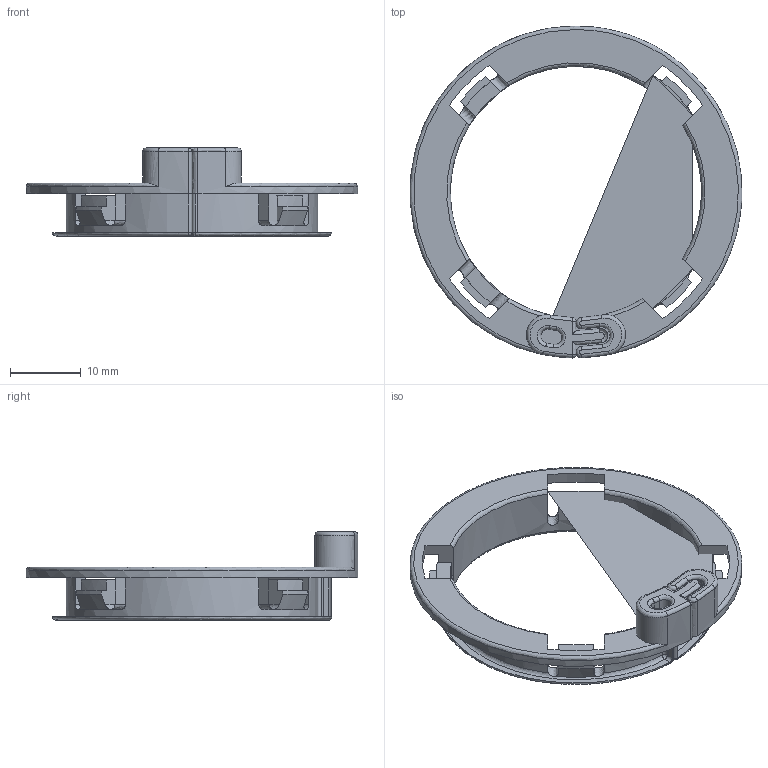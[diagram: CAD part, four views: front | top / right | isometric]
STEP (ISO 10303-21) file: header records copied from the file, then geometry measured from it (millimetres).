
FILE_DESCRIPTION((''),'2;1');
FILE_NAME('','2008-01-21T11:26:11',(''),(''),'','CADfix','');
FILE_SCHEMA(('AUTOMOTIVE_DESIGN { 1 0 10303 214 1 1 1 1 }'));
Length unit declared in the file: millimetre
Bounding box: 46.93 x 46.99 x 12.5 mm (x, y, z)
Surface area: 3052 mm2 (no closed solid volume)
Topology: 0 solids, 1 shells, 116 faces, 370 edges, 240 vertices
Faces by surface type: bspline 116
Entity records: 6284 total; most frequent: CARTESIAN_POINT 4202, ORIENTED_EDGE 722, EDGE_CURVE 361, VERTEX_POINT 239, B_SPLINE_CURVE_WITH_KNOTS 213, QUASI_UNIFORM_CURVE 148, EDGE_LOOP 116, FACE_OUTER_BOUND 115
